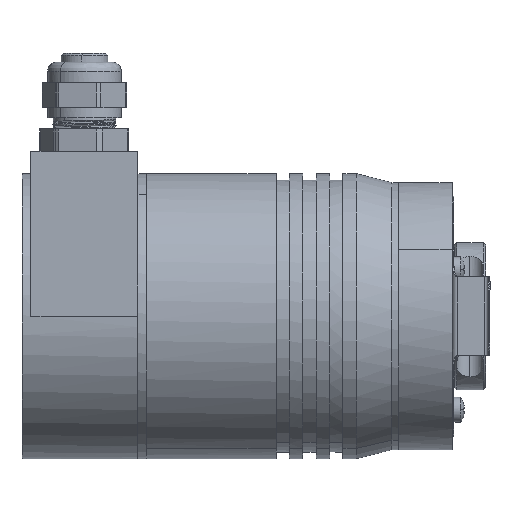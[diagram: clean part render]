
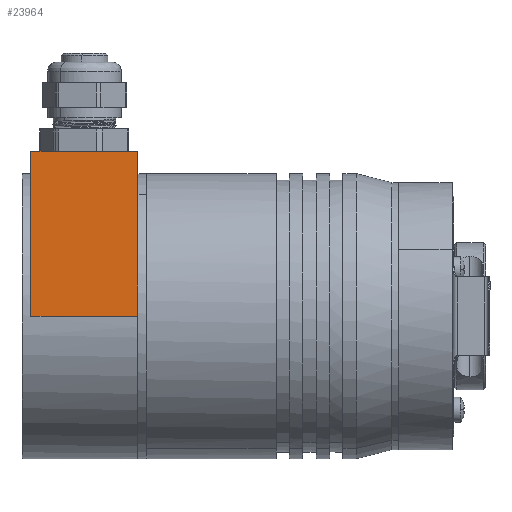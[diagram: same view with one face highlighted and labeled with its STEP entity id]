
A CAD part, left-side view. The second image highlights one B-rep face of the part: STEP entity #23964.
In plain terms, the highlighted planar face has unit normal (-1, 0, 0).
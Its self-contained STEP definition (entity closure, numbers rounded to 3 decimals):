
#1102 = EDGE_CURVE ( 'NONE', #44626, #26184, #32906, .T. ) ;
#2459 = CARTESIAN_POINT ( 'NONE',  ( -72.671, 38.201, 34.5 ) ) ;
#3576 = CARTESIAN_POINT ( 'NONE',  ( -72.671, 22.201, 9.833 ) ) ;
#3865 = CARTESIAN_POINT ( 'NONE',  ( -72.671, 46.201, -2.5 ) ) ;
#6514 = CARTESIAN_POINT ( 'NONE',  ( -72.671, 22.201, 34.5 ) ) ;
#7411 = DIRECTION ( 'NONE',  ( 1., 0., 0. ) ) ;
#8710 = ORIENTED_EDGE ( 'NONE', *, *, #48951, .T. ) ;
#10069 = EDGE_CURVE ( 'NONE', #51820, #20046, #26849, .T. ) ;
#15221 = CARTESIAN_POINT ( 'NONE',  ( -72.671, 30.201, 34.5 ) ) ;
#15436 = FACE_OUTER_BOUND ( 'NONE', #35497, .T. ) ;
#15984 = CARTESIAN_POINT ( 'NONE',  ( -72.671, 46.201, 34.5 ) ) ;
#16440 = CARTESIAN_POINT ( 'NONE',  ( -72.671, 38.201, -2.5 ) ) ;
#17221 = CARTESIAN_POINT ( 'NONE',  ( -72.671, 22.201, 22.167 ) ) ;
#19407 = CARTESIAN_POINT ( 'NONE',  ( -72.671, 46.201, 34.5 ) ) ;
#20046 = VERTEX_POINT ( 'NONE', #6514 ) ;
#20300 = EDGE_CURVE ( 'NONE', #51820, #44626, #29851, .T. ) ;
#20781 = PLANE ( 'NONE',  #49749 ) ;
#22079 = CARTESIAN_POINT ( 'NONE',  ( -72.671, 46.201, -2.5 ) ) ;
#23393 = CARTESIAN_POINT ( 'NONE',  ( -72.671, 46.201, -2.5 ) ) ;
#23964 = ADVANCED_FACE ( 'NONE', ( #15436 ), #20781, .F. ) ;
#26184 = VERTEX_POINT ( 'NONE', #26586 ) ;
#26586 = CARTESIAN_POINT ( 'NONE',  ( -72.671, 46.201, 34.5 ) ) ;
#26849 = B_SPLINE_CURVE_WITH_KNOTS ( 'NONE', 3,
 ( #35669, #3576, #17221, #53743 ),
 .UNSPECIFIED., .F., .F.,
 ( 4, 4 ),
 ( 0., 1. ),
 .UNSPECIFIED. ) ;
#27460 = B_SPLINE_CURVE_WITH_KNOTS ( 'NONE', 3,
 ( #47314, #15221, #2459, #19407 ),
 .UNSPECIFIED., .F., .F.,
 ( 4, 4 ),
 ( 0., 1. ),
 .UNSPECIFIED. ) ;
#29851 = B_SPLINE_CURVE_WITH_KNOTS ( 'NONE', 3,
 ( #39071, #57123, #16440, #22079 ),
 .UNSPECIFIED., .F., .F.,
 ( 4, 4 ),
 ( 0., 1. ),
 .UNSPECIFIED. ) ;
#32906 = B_SPLINE_CURVE_WITH_KNOTS ( 'NONE', 3,
 ( #56683, #33265, #51363, #15984 ),
 .UNSPECIFIED., .F., .F.,
 ( 4, 4 ),
 ( 0., 1. ),
 .UNSPECIFIED. ) ;
#33265 = CARTESIAN_POINT ( 'NONE',  ( -72.671, 46.201, 9.833 ) ) ;
#35229 = ORIENTED_EDGE ( 'NONE', *, *, #20300, .F. ) ;
#35497 = EDGE_LOOP ( 'NONE', ( #8710, #44736, #35229, #45596 ) ) ;
#35669 = CARTESIAN_POINT ( 'NONE',  ( -72.671, 22.201, -2.5 ) ) ;
#39071 = CARTESIAN_POINT ( 'NONE',  ( -72.671, 22.201, -2.5 ) ) ;
#40223 = CARTESIAN_POINT ( 'NONE',  ( -72.671, 22.201, -2.5 ) ) ;
#44626 = VERTEX_POINT ( 'NONE', #23393 ) ;
#44736 = ORIENTED_EDGE ( 'NONE', *, *, #1102, .F. ) ;
#45596 = ORIENTED_EDGE ( 'NONE', *, *, #10069, .T. ) ;
#47314 = CARTESIAN_POINT ( 'NONE',  ( -72.671, 22.201, 34.5 ) ) ;
#48951 = EDGE_CURVE ( 'NONE', #20046, #26184, #27460, .T. ) ;
#49749 = AXIS2_PLACEMENT_3D ( 'NONE', #3865, #7411, #53444 ) ;
#51363 = CARTESIAN_POINT ( 'NONE',  ( -72.671, 46.201, 22.167 ) ) ;
#51820 = VERTEX_POINT ( 'NONE', #40223 ) ;
#53444 = DIRECTION ( 'NONE',  ( 0., 0., -1. ) ) ;
#53743 = CARTESIAN_POINT ( 'NONE',  ( -72.671, 22.201, 34.5 ) ) ;
#56683 = CARTESIAN_POINT ( 'NONE',  ( -72.671, 46.201, -2.5 ) ) ;
#57123 = CARTESIAN_POINT ( 'NONE',  ( -72.671, 30.201, -2.5 ) ) ;
